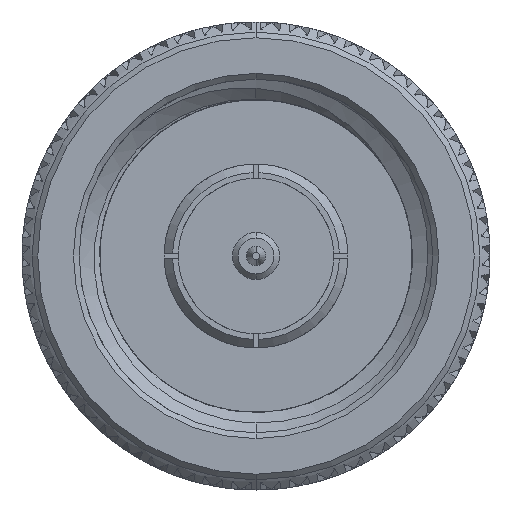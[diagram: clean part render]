
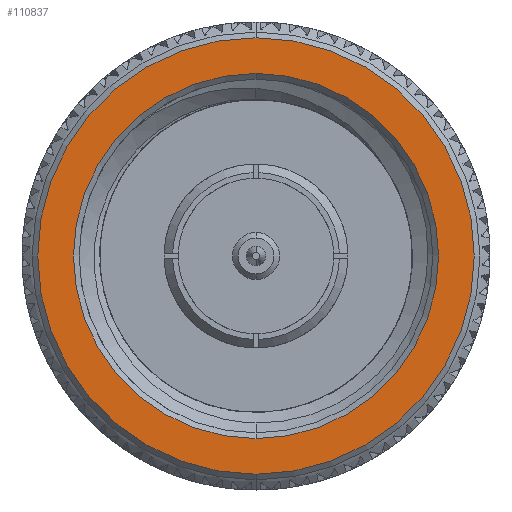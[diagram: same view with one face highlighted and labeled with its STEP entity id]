
A CAD part, left-side view. The second image highlights one B-rep face of the part: STEP entity #110837.
In plain terms, the highlighted planar face has unit normal (-1, 0, 0).
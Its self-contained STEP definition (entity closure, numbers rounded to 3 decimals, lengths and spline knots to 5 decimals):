
#1027 = DIRECTION ( 'NONE',  ( 1., 0., 0. ) ) ;
#3393 = VERTEX_POINT ( 'NONE', #118767 ) ;
#12006 = DIRECTION ( 'NONE',  ( -1., 0., 0. ) ) ;
#17626 = DIRECTION ( 'NONE',  ( 0., -1., 0. ) ) ;
#19074 = DIRECTION ( 'NONE',  ( 0., 0., 1. ) ) ;
#20264 = DIRECTION ( 'NONE',  ( -1., 0., 0. ) ) ;
#21716 = CARTESIAN_POINT ( 'NONE',  ( 0., 0., 0. ) ) ;
#22594 = ORIENTED_EDGE ( 'NONE', *, *, #71994, .T. ) ;
#22900 = CIRCLE ( 'NONE', #42324, 0.3225 ) ;
#23594 = VERTEX_POINT ( 'NONE', #74183 ) ;
#24256 = CARTESIAN_POINT ( 'NONE',  ( 0., 0., 0. ) ) ;
#25466 = DIRECTION ( 'NONE',  ( 0., 0., 1. ) ) ;
#28545 = CIRCLE ( 'NONE', #111757, 0.38559 ) ;
#28803 = CARTESIAN_POINT ( 'NONE',  ( 0., 0., 0. ) ) ;
#31942 = VERTEX_POINT ( 'NONE', #103851 ) ;
#35740 = CIRCLE ( 'NONE', #64815, 0.38559 ) ;
#36254 = AXIS2_PLACEMENT_3D ( 'NONE', #45963, #1027, #109069 ) ;
#42324 = AXIS2_PLACEMENT_3D ( 'NONE', #109852, #54035, #17626 ) ;
#44146 = CARTESIAN_POINT ( 'NONE',  ( 0., 0., -0.38559 ) ) ;
#45963 = CARTESIAN_POINT ( 'NONE',  ( 0., 0., 0. ) ) ;
#46697 = EDGE_CURVE ( 'NONE', #3393, #91319, #35740, .T. ) ;
#54035 = DIRECTION ( 'NONE',  ( 1., 0., 0. ) ) ;
#56128 = ORIENTED_EDGE ( 'NONE', *, *, #98042, .T. ) ;
#64815 = AXIS2_PLACEMENT_3D ( 'NONE', #28803, #20264, #19074 ) ;
#65329 = CIRCLE ( 'NONE', #36254, 0.3225 ) ;
#71994 = EDGE_CURVE ( 'NONE', #23594, #31942, #65329, .T. ) ;
#74183 = CARTESIAN_POINT ( 'NONE',  ( 0., 0., -0.3225 ) ) ;
#77512 = DIRECTION ( 'NONE',  ( 0., 0., 1. ) ) ;
#78235 = DIRECTION ( 'NONE',  ( -1., 0., 0. ) ) ;
#78850 = FACE_BOUND ( 'NONE', #119810, .T. ) ;
#79355 = EDGE_LOOP ( 'NONE', ( #113529, #84033 ) ) ;
#84033 = ORIENTED_EDGE ( 'NONE', *, *, #46697, .T. ) ;
#84628 = EDGE_CURVE ( 'NONE', #91319, #3393, #28545, .T. ) ;
#91319 = VERTEX_POINT ( 'NONE', #44146 ) ;
#97113 = FACE_OUTER_BOUND ( 'NONE', #79355, .T. ) ;
#98042 = EDGE_CURVE ( 'NONE', #31942, #23594, #22900, .T. ) ;
#100623 = AXIS2_PLACEMENT_3D ( 'NONE', #24256, #78235, #25466 ) ;
#103851 = CARTESIAN_POINT ( 'NONE',  ( 0., 0., 0.3225 ) ) ;
#109069 = DIRECTION ( 'NONE',  ( 0., -1., 0. ) ) ;
#109852 = CARTESIAN_POINT ( 'NONE',  ( 0., 0., 0. ) ) ;
#110837 = ADVANCED_FACE ( 'NONE', ( #97113, #78850 ), #115857, .T. ) ;
#111757 = AXIS2_PLACEMENT_3D ( 'NONE', #21716, #12006, #77512 ) ;
#113529 = ORIENTED_EDGE ( 'NONE', *, *, #84628, .T. ) ;
#115857 = PLANE ( 'NONE',  #100623 ) ;
#118767 = CARTESIAN_POINT ( 'NONE',  ( 0., 0., 0.38559 ) ) ;
#119810 = EDGE_LOOP ( 'NONE', ( #56128, #22594 ) ) ;
